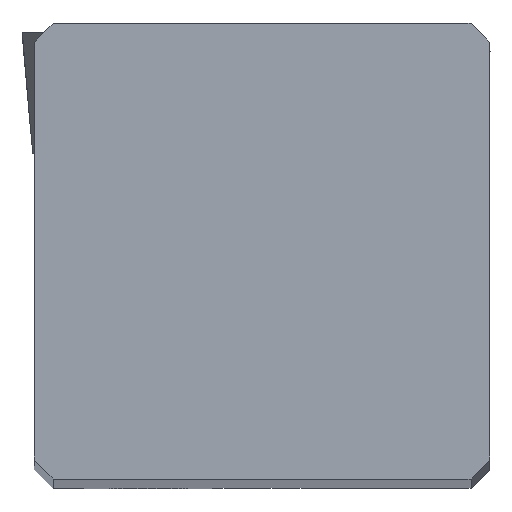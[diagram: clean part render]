
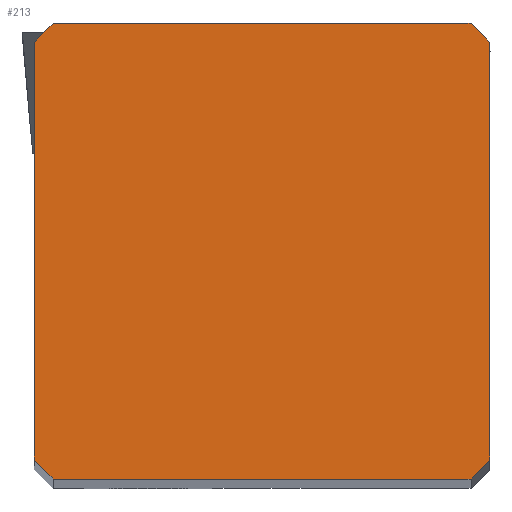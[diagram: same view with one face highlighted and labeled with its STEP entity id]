
A CAD part, top view. The second image highlights one B-rep face of the part: STEP entity #213.
In plain terms, the highlighted planar face has unit normal (0, 0, 1).
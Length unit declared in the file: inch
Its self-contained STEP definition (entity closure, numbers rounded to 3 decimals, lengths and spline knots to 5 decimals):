
#134=FACE_OUTER_BOUND('',#341,.T.);
#213=ADVANCED_FACE('',(#134),#283,.T.);
#283=PLANE('',#1704);
#341=EDGE_LOOP('',(#531,#532,#533,#534,#535,#536,#537,#538));
#531=ORIENTED_EDGE('',*,*,#1067,.F.);
#532=ORIENTED_EDGE('',*,*,#1068,.F.);
#533=ORIENTED_EDGE('',*,*,#1032,.F.);
#534=ORIENTED_EDGE('',*,*,#1069,.F.);
#535=ORIENTED_EDGE('',*,*,#1070,.T.);
#536=ORIENTED_EDGE('',*,*,#1071,.F.);
#537=ORIENTED_EDGE('',*,*,#1072,.T.);
#538=ORIENTED_EDGE('',*,*,#1073,.F.);
#871=VERTEX_POINT('',#2397);
#872=VERTEX_POINT('',#2399);
#896=VERTEX_POINT('',#2457);
#901=VERTEX_POINT('',#2482);
#902=VERTEX_POINT('',#2487);
#903=VERTEX_POINT('',#2489);
#904=VERTEX_POINT('',#2491);
#905=VERTEX_POINT('',#2493);
#1032=EDGE_CURVE('',#871,#872,#1374,.T.);
#1067=EDGE_CURVE('',#901,#896,#1396,.T.);
#1068=EDGE_CURVE('',#872,#901,#1397,.T.);
#1069=EDGE_CURVE('',#902,#871,#1398,.T.);
#1070=EDGE_CURVE('',#902,#903,#1399,.T.);
#1071=EDGE_CURVE('',#904,#903,#1400,.T.);
#1072=EDGE_CURVE('',#904,#905,#1401,.T.);
#1073=EDGE_CURVE('',#896,#905,#1402,.T.);
#1374=LINE('',#2398,#1494);
#1396=LINE('',#2483,#1516);
#1397=LINE('',#2485,#1517);
#1398=LINE('',#2486,#1518);
#1399=LINE('',#2488,#1519);
#1400=LINE('',#2490,#1520);
#1401=LINE('',#2492,#1521);
#1402=LINE('',#2494,#1522);
#1494=VECTOR('',#1942,1.);
#1516=VECTOR('',#1998,1.);
#1517=VECTOR('',#2001,1.);
#1518=VECTOR('',#2002,1.);
#1519=VECTOR('',#2003,1.);
#1520=VECTOR('',#2004,1.);
#1521=VECTOR('',#2005,1.);
#1522=VECTOR('',#2006,1.);
#1704=AXIS2_PLACEMENT_3D('',#2495,#2007,#2008);
#1942=DIRECTION('',(-1.,0.,0.));
#1998=DIRECTION('',(0.,1.,0.));
#2001=DIRECTION('',(-0.707,0.707,0.));
#2002=DIRECTION('',(-0.707,-0.707,0.));
#2003=DIRECTION('',(0.,1.,0.));
#2004=DIRECTION('',(0.707,-0.707,0.));
#2005=DIRECTION('',(-1.,0.,0.));
#2006=DIRECTION('',(0.707,0.707,0.));
#2007=DIRECTION('',(0.,0.,1.));
#2008=DIRECTION('',(1.,0.,0.));
#2397=CARTESIAN_POINT('',(-0.01969,0.,0.));
#2398=CARTESIAN_POINT('',(-0.01969,0.,0.));
#2399=CARTESIAN_POINT('',(-0.45276,0.,0.));
#2457=CARTESIAN_POINT('',(-0.47244,0.45276,0.));
#2482=CARTESIAN_POINT('',(-0.47244,0.01969,0.));
#2483=CARTESIAN_POINT('',(-0.47244,0.01969,0.));
#2485=CARTESIAN_POINT('',(-0.45276,0.,0.));
#2486=CARTESIAN_POINT('',(0.,0.01969,0.));
#2487=CARTESIAN_POINT('',(0.,0.01969,0.));
#2488=CARTESIAN_POINT('',(0.,0.01969,0.));
#2489=CARTESIAN_POINT('',(0.,0.45276,0.));
#2490=CARTESIAN_POINT('',(-0.01969,0.47244,0.));
#2491=CARTESIAN_POINT('',(-0.01969,0.47244,0.));
#2492=CARTESIAN_POINT('',(-0.01969,0.47244,0.));
#2493=CARTESIAN_POINT('',(-0.45276,0.47244,0.));
#2494=CARTESIAN_POINT('',(-0.47244,0.45276,0.));
#2495=CARTESIAN_POINT('',(-0.23622,0.23622,0.));
